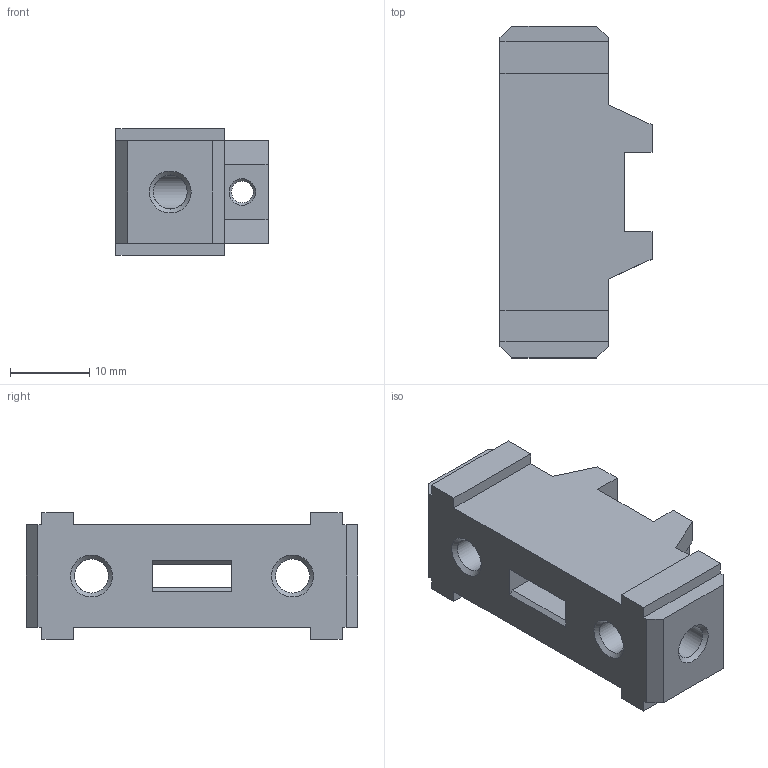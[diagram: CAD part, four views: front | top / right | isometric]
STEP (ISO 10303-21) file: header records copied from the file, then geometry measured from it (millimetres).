
FILE_DESCRIPTION(/* description */ (''),/* implementation_level */ '2;1');
FILE_NAME(/* name */ '02_38__XP__Tensioner_GT2_Z_Axis_back___V2.0.step',/* time_stamp */ '2025-04-03T11:28:21+02:00',/* author */ (''),/* organization */ (''),/* preprocessor_version */ 'ST-DEVELOPER v20.1',/* originating_system */ 'Autodesk Translation Framework v14.4.0.0',/* authorisation */ '');
FILE_SCHEMA (('AUTOMOTIVE_DESIGN { 1 0 10303 214 3 1 1 }'));
Length unit declared in the file: millimetre
Products named in the file (1): 02_38__XP__Tensioner_GT2_Z_Axis_back___V2.0
Bounding box: 19.2 x 41.9 x 16 mm (x, y, z)
Volume: 7409.4 mm3; surface area: 3910.6 mm2
Topology: 1 solids, 1 shells, 71 faces, 208 edges, 135 vertices
Faces by surface type: plane 55, cone 10, cylinder 6
Full cylindrical faces by diameter (mm): 2.75 x2, 4.3 x4
Entity records: 2389 total; most frequent: CARTESIAN_POINT 431, ORIENTED_EDGE 416, DIRECTION 379, EDGE_CURVE 208, LINE 165, VECTOR 165, VERTEX_POINT 135, AXIS2_PLACEMENT_3D 107
